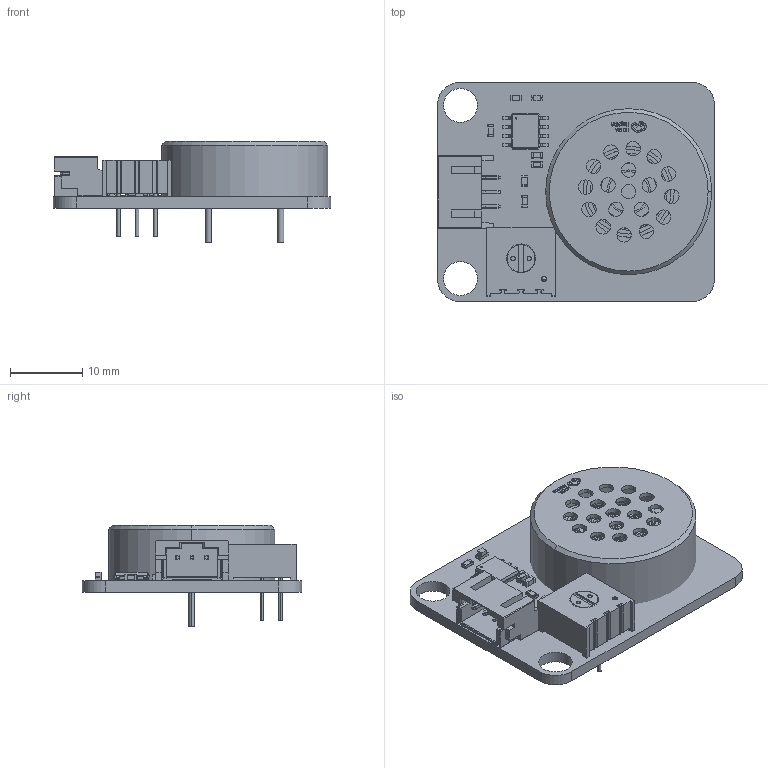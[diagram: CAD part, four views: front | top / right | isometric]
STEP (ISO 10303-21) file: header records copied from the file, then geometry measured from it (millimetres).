
FILE_DESCRIPTION(('KiCad electronic assembly'),'2;1');
FILE_NAME('speaker with amplifier.step','2025-07-15T19:46:43',('Pcbnew') ,('Kicad'),'Open CASCADE STEP processor 7.8','KiCad to STEP converter' ,'Unknown');
FILE_SCHEMA(('AUTOMOTIVE_DESIGN { 1 0 10303 214 1 1 1 1 }'));
Length unit declared in the file: millimetre
Products named in the file (16): speaker with amplifier 1; 2308; PCBModel; C_0603_1608Metric; LED_0603_1608Metric_Castellated; User Library-PH2_0-3PWB; User Library-PH2.0-3PWB; R_0603_1608Metric; HSOP-8-1EP_3.9x4.9mm_P1.27mm_EP2.41x3.1mm; HSOP_8_1EP_39x49mm_P127mm_EP241x31mm; 3386P; _autosave-8002A_AMP_Speaker_PCB
Assembly tree (20 placements, depth 3):
  speaker with amplifier 1
    2308
      PCBModel
    C_0603_1608Metric  x4
      C_0603_1608Metric
    LED_0603_1608Metric_Castellated  x2
      LED_0603_1608Metric_Castellated
    User Library-PH2_0-3PWB
      User Library-PH2.0-3PWB
    R_0603_1608Metric  x2
      R_0603_1608Metric
    HSOP-8-1EP_3.9x4.9mm_P1.27mm_EP2.41x3.1mm
      HSOP_8_1EP_39x49mm_P127mm_EP241x31mm
    3386P
      PCBModel
    _autosave-8002A_AMP_Speaker_PCB
Bounding box: 38.4 x 30.4 x 14.01 mm (x, y, z)
Volume: 4029.3 mm3; surface area: 6713.3 mm2
Topology: 40 solids, 40 shells, 1714 faces, 4454 edges, 2915 vertices
Faces by surface type: plane 1018, cylinder 394, bspline 197, extrusion 73, torus 24, sphere 6, cone 2
Full cylindrical faces by diameter (mm): 0.2 x1, 0.75 x1, 0.85 x2, 1 x2, 4.7 x2
Entity records: 51335 total; most frequent: CARTESIAN_POINT 12063, ORIENTED_EDGE 8126, DIRECTION 6744, EDGE_CURVE 4063, VECTOR 2902, LINE 2829, VERTEX_POINT 2661, AXIS2_PLACEMENT_3D 1921
